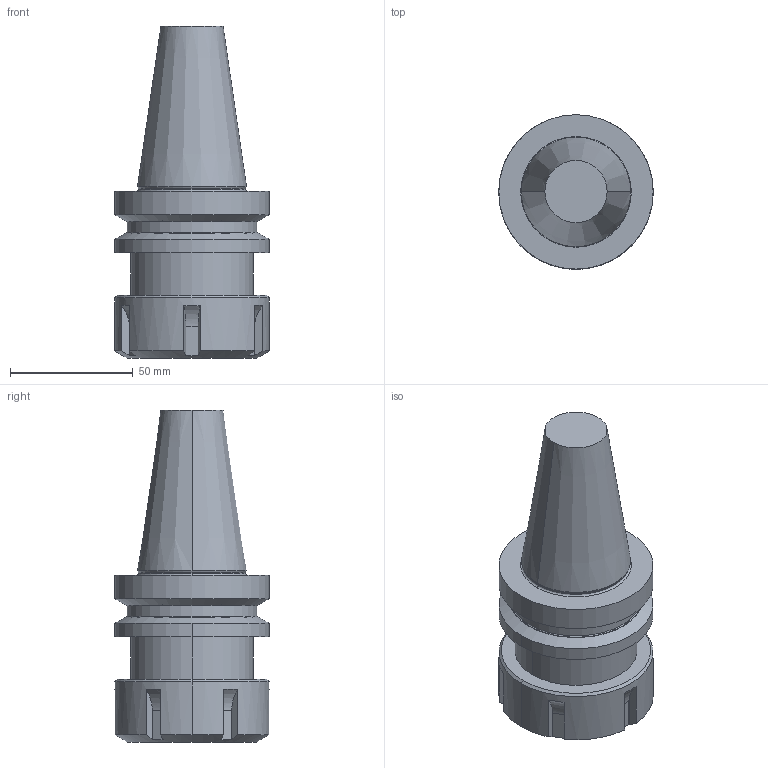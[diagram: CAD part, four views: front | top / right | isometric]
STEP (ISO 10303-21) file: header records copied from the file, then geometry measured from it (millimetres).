
FILE_DESCRIPTION(/* description */ (''),/* implementation_level */ '2;1');
FILE_NAME(/* name */ '1625657063576.stp',/* time_stamp */ '2021-07-07T16:54:34+05:00',/* author */ (''),/* organization */ ('SMS'),/* preprocessor_version */ 'ST-DEVELOPER v16.7',/* originating_system */ 'SIEMENS PLM Software NX 12.0',/* authorisation */ '');
FILE_SCHEMA (('AUTOMOTIVE_DESIGN { 1 0 10303 214 3 1 1 1 }'));
Length unit declared in the file: millimetre
Products named in the file (1): 203603005mod000_00
Bounding box: 63 x 63 x 135.4 mm (x, y, z)
Volume: 248554.3 mm3; surface area: 28582 mm2
Topology: 1 solids, 1 shells, 69 faces, 171 edges, 112 vertices
Faces by surface type: plane 37, cylinder 16, cone 10, torus 6
Full cylindrical faces by diameter (mm): 53 x1, 62.95 x1
Entity records: 2151 total; most frequent: CARTESIAN_POINT 500, ORIENTED_EDGE 342, DIRECTION 330, EDGE_CURVE 171, AXIS2_PLACEMENT_3D 134, VERTEX_POINT 109, EDGE_LOOP 74, ADVANCED_FACE 69
